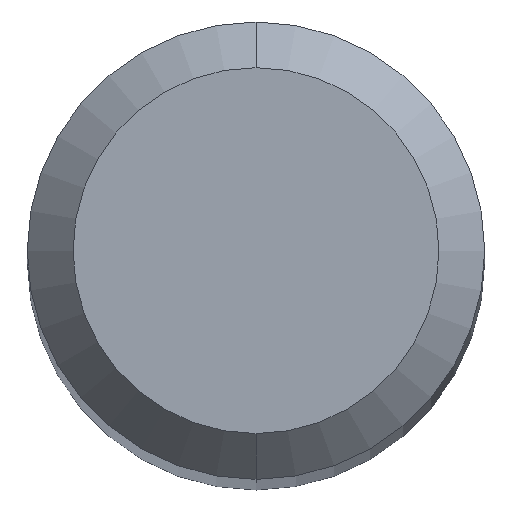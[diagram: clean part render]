
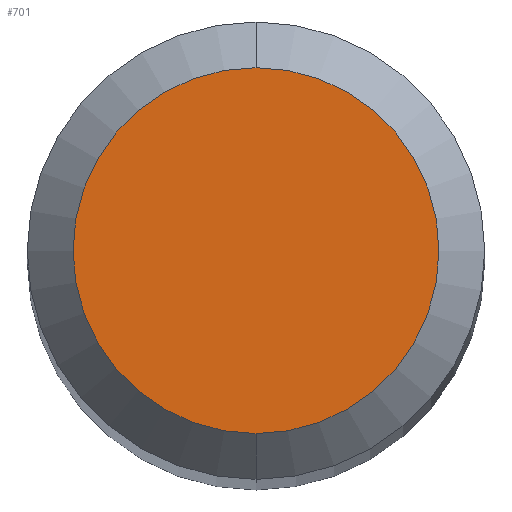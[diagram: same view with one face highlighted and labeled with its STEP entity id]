
A CAD part, top view. The second image highlights one B-rep face of the part: STEP entity #701.
In plain terms, the highlighted planar face has unit normal (0, 0, 1).
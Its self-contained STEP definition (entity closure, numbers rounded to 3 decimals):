
#353=EDGE_CURVE('',#609,#809,#1012,.T.);
#609=VERTEX_POINT('',#1289);
#701=ADVANCED_FACE('',(#1391),#1392,.T.);
#763=EDGE_CURVE('',#809,#609,#1460,.T.);
#809=VERTEX_POINT('',#1510);
#1012=CIRCLE('',#1724,1.2);
#1289=CARTESIAN_POINT('',(0.,-1.2,0.0));
#1391=FACE_OUTER_BOUND('',#6323,.T.);
#1392=PLANE('',#6324);
#1460=CIRCLE('',#6712,1.2);
#1510=CARTESIAN_POINT('',(0.0,1.2,0.0));
#1724=AXIS2_PLACEMENT_3D('',#8223,#8224,#8225);
#6323=EDGE_LOOP('',(#8587,#8588));
#6324=AXIS2_PLACEMENT_3D('',#8589,#8590,#8591);
#6712=AXIS2_PLACEMENT_3D('',#8683,#8684,#8685);
#8223=CARTESIAN_POINT('',(0.0,0.0,0.0));
#8224=DIRECTION('',(0.0,0.0,-1.0));
#8225=DIRECTION('',(0.0,1.0,0.0));
#8587=ORIENTED_EDGE('',*,*,#763,.F.);
#8588=ORIENTED_EDGE('',*,*,#353,.F.);
#8589=CARTESIAN_POINT('',(0.0,0.6,0.0));
#8590=DIRECTION('',(-0.0,0.0,1.0));
#8591=DIRECTION('',(0.0,-1.0,0.0));
#8683=CARTESIAN_POINT('',(0.0,0.0,0.0));
#8684=DIRECTION('',(0.0,0.0,-1.0));
#8685=DIRECTION('',(0.0,1.0,0.0));
